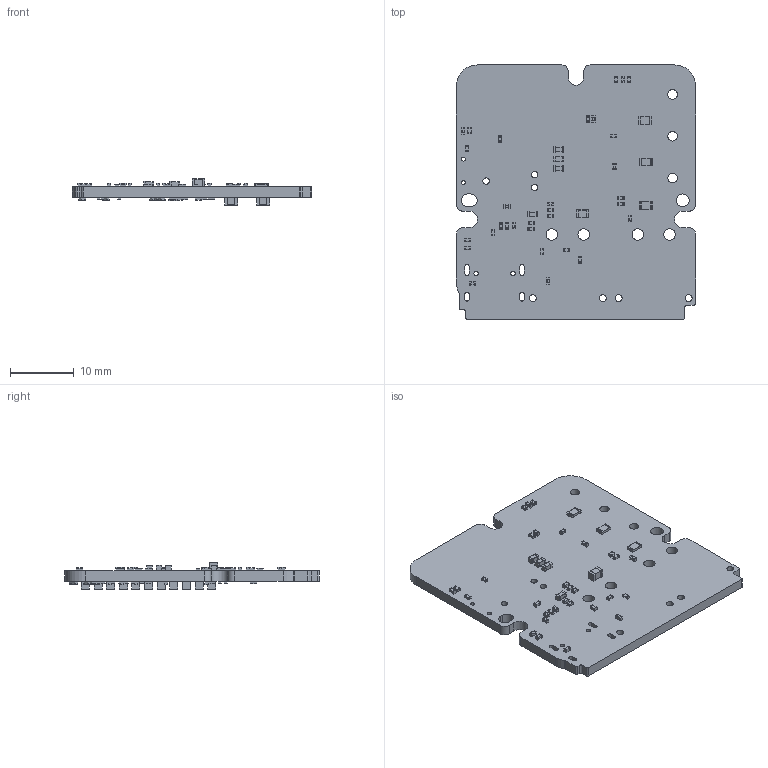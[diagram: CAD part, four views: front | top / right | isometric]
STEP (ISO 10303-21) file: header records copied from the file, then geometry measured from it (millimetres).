
FILE_DESCRIPTION(('KiCad electronic assembly'),'2;1');
FILE_NAME('servo-drive.step','2024-04-11T17:18:02',('Pcbnew'),('Kicad'), 'Open CASCADE STEP processor 7.7','KiCad to STEP converter','Unknown' );
FILE_SCHEMA(('AUTOMOTIVE_DESIGN { 1 0 10303 214 1 1 1 1 }'));
Length unit declared in the file: millimetre
Products named in the file (12): servo-drive 1; C_0402_1005Metric; R_0402_1005Metric; C_0603_1608Metric; R_0805_2012Metric; C_0805_2012Metric; _autosave-servo-drive_PCB
Assembly tree (93 placements, depth 3):
  servo-drive 1
    C_0402_1005Metric  x26
      C_0402_1005Metric
    R_0402_1005Metric  x34
      R_0402_1005Metric
    C_0603_1608Metric  x4
      C_0603_1608Metric
    R_0805_2012Metric  x3
      R_0805_2012Metric
    C_0805_2012Metric  x20
      C_0805_2012Metric
    _autosave-servo-drive_PCB
Bounding box: 37.55 x 39.92 x 4.2 mm (x, y, z)
Volume: 2362.3 mm3; surface area: 3718.5 mm2
Topology: 88 solids, 88 shells, 2442 faces, 6350 edges, 4184 vertices
Faces by surface type: plane 1498, cylinder 944
Full cylindrical faces by diameter (mm): 0.6 x2, 0.7 x2, 0.991 x3, 1.1 x4, 1.5 x3, 1.8 x4, 2 x1
Entity records: 8766 total; most frequent: DIRECTION 1406, CARTESIAN_POINT 1284, ORIENTED_EDGE 1172, EDGE_CURVE 586, AXIS2_PLACEMENT_3D 510, VERTEX_POINT 388, LINE 386, VECTOR 386
